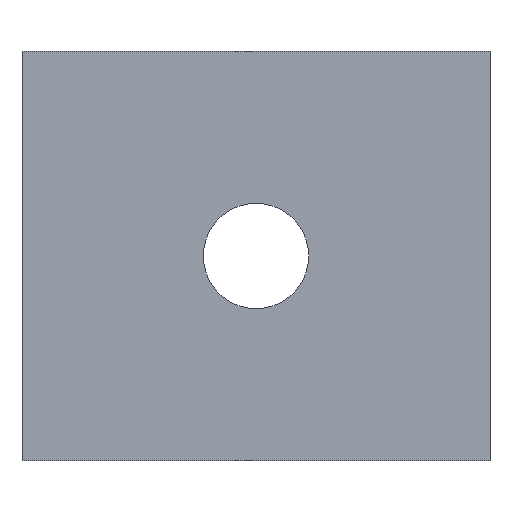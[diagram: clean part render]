
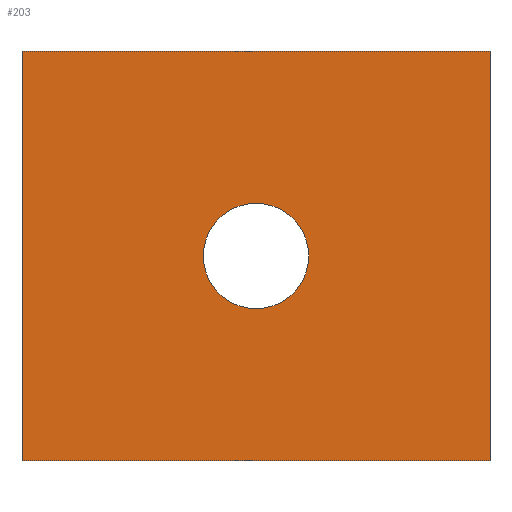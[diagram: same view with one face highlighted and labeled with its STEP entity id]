
A CAD part, front view. The second image highlights one B-rep face of the part: STEP entity #203.
In plain terms, the highlighted planar face has unit normal (0, -1, 0).
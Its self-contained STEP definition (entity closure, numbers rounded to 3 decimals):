
#22=LINE('',#315,#39);
#23=LINE('',#318,#40);
#29=LINE('',#334,#46);
#30=LINE('',#335,#47);
#39=VECTOR('',#258,35.);
#40=VECTOR('',#261,40.);
#46=VECTOR('',#277,40.);
#47=VECTOR('',#278,35.);
#53=PLANE('',#224);
#60=FACE_BOUND('',#86,.T.);
#70=FACE_OUTER_BOUND('',#85,.T.);
#85=EDGE_LOOP('',(#174,#175,#176,#177));
#86=EDGE_LOOP('',(#178));
#92=CIRCLE('',#212,4.5);
#100=VERTEX_POINT('',#291);
#108=VERTEX_POINT('',#311);
#109=VERTEX_POINT('',#313);
#110=VERTEX_POINT('',#317);
#115=VERTEX_POINT('',#333);
#118=EDGE_CURVE('',#100,#100,#92,.T.);
#129=EDGE_CURVE('',#109,#108,#22,.T.);
#130=EDGE_CURVE('',#108,#110,#23,.T.);
#138=EDGE_CURVE('',#115,#109,#29,.T.);
#139=EDGE_CURVE('',#110,#115,#30,.T.);
#174=ORIENTED_EDGE('',*,*,#129,.F.);
#175=ORIENTED_EDGE('',*,*,#138,.F.);
#176=ORIENTED_EDGE('',*,*,#139,.F.);
#177=ORIENTED_EDGE('',*,*,#130,.F.);
#178=ORIENTED_EDGE('',*,*,#118,.T.);
#203=ADVANCED_FACE('',(#70,#60),#53,.T.);
#212=AXIS2_PLACEMENT_3D('',#292,#237,#238);
#224=AXIS2_PLACEMENT_3D('',#332,#275,#276);
#237=DIRECTION('center_axis',(0.,1.,0.));
#238=DIRECTION('ref_axis',(-1.,0.,0.));
#258=DIRECTION('',(0.,0.,-1.));
#261=DIRECTION('',(-1.,0.,0.));
#275=DIRECTION('center_axis',(0.,-1.,0.));
#276=DIRECTION('ref_axis',(1.,0.,0.));
#277=DIRECTION('',(1.,0.,0.));
#278=DIRECTION('',(0.,0.,1.));
#291=CARTESIAN_POINT('',(24.5,0.,0.));
#292=CARTESIAN_POINT('Origin',(20.,0.,0.));
#311=CARTESIAN_POINT('',(40.,0.,-17.5));
#313=CARTESIAN_POINT('',(40.,0.,17.5));
#315=CARTESIAN_POINT('',(40.,0.,0.));
#317=CARTESIAN_POINT('',(0.,0.,-17.5));
#318=CARTESIAN_POINT('',(40.,0.,-17.5));
#332=CARTESIAN_POINT('Origin',(0.,0.,0.));
#333=CARTESIAN_POINT('',(0.,0.,17.5));
#334=CARTESIAN_POINT('',(40.,0.,17.5));
#335=CARTESIAN_POINT('',(0.,0.,0.));
